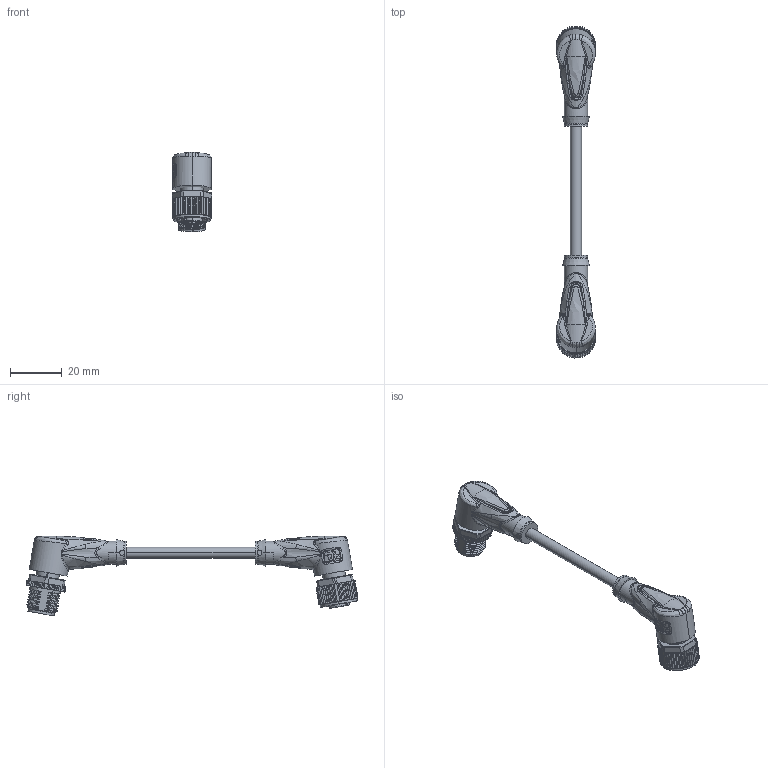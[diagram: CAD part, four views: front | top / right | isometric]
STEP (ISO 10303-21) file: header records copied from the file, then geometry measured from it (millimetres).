
FILE_DESCRIPTION(('STEP AP214'),'1');
FILE_NAME('cctmp_FC9DBF84-31B8-40DE-931F-FE5CEF6B5693_2022_04_27_10_34_58_0574..stp','2022-04-27T08:35:08',('KiM GmbH'),('CADClick - www.CADClick.com'),'Spatial InterOp 3D postprocessed',' ','unknown authorization');
FILE_SCHEMA(('AUTOMOTIVE_DESIGN'));
Length unit declared in the file: millimetre
Products named in the file (9): Connection2; Connection2_2; Connection2_1; T195592_1; Cable; Connection1; Connection1_2; Connection1_1; T195592
Assembly tree (8 placements, depth 4):
  T195592
    T195592_1
      Connection2
        Connection2_2
        Connection2_1
      Cable
      Connection1
        Connection1_2
        Connection1_1
Bounding box: 15.4 x 128.84 x 30.94 mm (x, y, z)
Volume: 12547.8 mm3; surface area: 9177.2 mm2
Topology: 7 solids, 31 shells, 2249 faces, 5842 edges, 3691 vertices
Faces by surface type: plane 974, cylinder 502, bspline 326, torus 304, cone 131, sphere 8, extrusion 4
Entity records: 108406 total; most frequent: CARTESIAN_POINT 48960, ORIENTED_EDGE 11612, DIRECTION 10025, EDGE_CURVE 5828, VERTEX_POINT 3691, AXIS2_PLACEMENT_3D 3578, VECTOR 2869, LINE 2865
